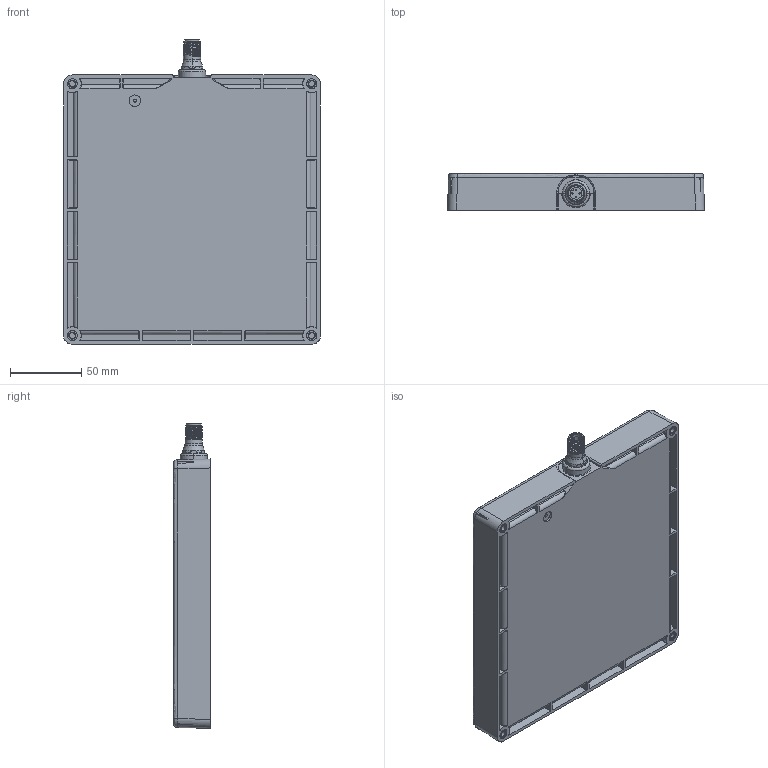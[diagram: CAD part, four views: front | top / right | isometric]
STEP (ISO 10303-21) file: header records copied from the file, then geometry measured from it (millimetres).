
FILE_DESCRIPTION((''),'2;1');
FILE_NAME('157869_SM01_ASM','2023-06-27T09:14:37',('banengservice'),('BANNER ENGINEERING'),'CREO PARAMETRIC BY PTC INC, 2022414','CREO PARAMETRIC BY PTC INC, 2022414','');
FILE_SCHEMA(('CONFIG_CONTROL_DESIGN'));
Length unit declared in the file: inch
Products named in the file (2): 157869_EP01; 157869_SM01_ASM
Assembly tree (1 placements, depth 2):
  157869_SM01_ASM
    157869_EP01
Bounding box: 180.1 x 25.77 x 213.73 mm (x, y, z)
Volume: 830547 mm3; surface area: 106361.6 mm2
Topology: 1 solids, 1 shells, 468 faces, 1175 edges, 749 vertices
Faces by surface type: cylinder 148, plane 144, bspline 112, cone 57, torus 7
Entity records: 26255 total; most frequent: CARTESIAN_POINT 16015, ORIENTED_EDGE 2350, DIRECTION 1769, EDGE_CURVE 1175, VERTEX_POINT 749, AXIS2_PLACEMENT_3D 658, EDGE_LOOP 508, FACE_OUTER_BOUND 468
